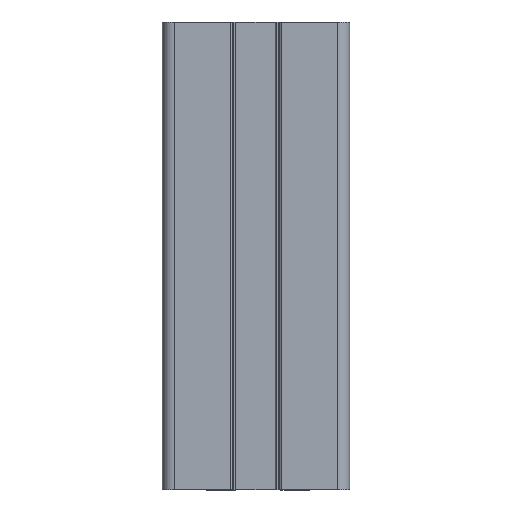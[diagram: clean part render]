
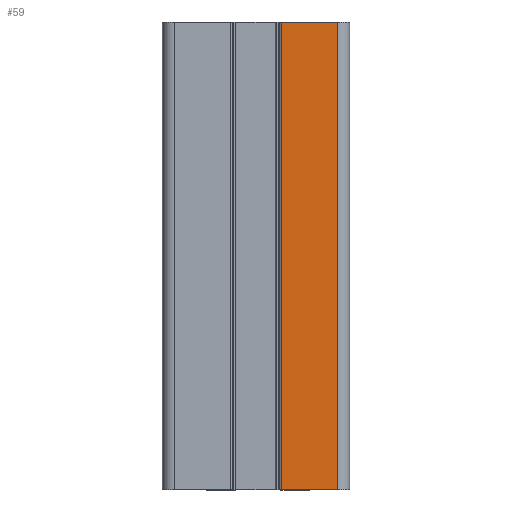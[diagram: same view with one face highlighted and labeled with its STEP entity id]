
A CAD part, front view. The second image highlights one B-rep face of the part: STEP entity #59.
In plain terms, the highlighted planar face has unit normal (0, -1, 0).
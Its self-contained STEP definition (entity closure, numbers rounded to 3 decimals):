
#14 = CARTESIAN_POINT ( 'NONE',  ( 6650.864, 1861.334, 100. ) ) ;
#59 = ADVANCED_FACE ( 'NONE', ( #6008 ), #3916, .F. ) ;
#442 = EDGE_CURVE ( 'NONE', #7247, #4025, #9099, .T. ) ;
#1087 = DIRECTION ( 'NONE',  ( 0., 0., -1. ) ) ;
#1334 = DIRECTION ( 'NONE',  ( 1., 0., 0. ) ) ;
#1712 = CARTESIAN_POINT ( 'NONE',  ( 6662.964, 1861.334, 0. ) ) ;
#1776 = EDGE_CURVE ( 'NONE', #7247, #3932, #5317, .T. ) ;
#3239 = CARTESIAN_POINT ( 'NONE',  ( 6650.864, 1861.334, 100. ) ) ;
#3297 = ORIENTED_EDGE ( 'NONE', *, *, #4124, .F. ) ;
#3916 = PLANE ( 'NONE',  #6745 ) ;
#3932 = VERTEX_POINT ( 'NONE', #14 ) ;
#3959 = DIRECTION ( 'NONE',  ( 0., 1., 0. ) ) ;
#3998 = DIRECTION ( 'NONE',  ( 0., 0., 1. ) ) ;
#4025 = VERTEX_POINT ( 'NONE', #1712 ) ;
#4124 = EDGE_CURVE ( 'NONE', #6120, #4025, #5151, .T. ) ;
#4399 = DIRECTION ( 'NONE',  ( 0., 0., 1. ) ) ;
#4896 = VECTOR ( 'NONE', #1087, 1000. ) ;
#5113 = LINE ( 'NONE', #7585, #9291 ) ;
#5151 = LINE ( 'NONE', #8222, #4896 ) ;
#5317 = LINE ( 'NONE', #7524, #9260 ) ;
#5396 = ORIENTED_EDGE ( 'NONE', *, *, #442, .T. ) ;
#6008 = FACE_OUTER_BOUND ( 'NONE', #8768, .T. ) ;
#6120 = VERTEX_POINT ( 'NONE', #8639 ) ;
#6121 = CARTESIAN_POINT ( 'NONE',  ( 6650.864, 1861.334, 0. ) ) ;
#6745 = AXIS2_PLACEMENT_3D ( 'NONE', #3239, #3959, #3998 ) ;
#6997 = VECTOR ( 'NONE', #8529, 1000. ) ;
#7247 = VERTEX_POINT ( 'NONE', #6121 ) ;
#7524 = CARTESIAN_POINT ( 'NONE',  ( 6650.864, 1861.334, 100. ) ) ;
#7585 = CARTESIAN_POINT ( 'NONE',  ( 6633.879, 1861.334, 100. ) ) ;
#8222 = CARTESIAN_POINT ( 'NONE',  ( 6662.964, 1861.334, 100. ) ) ;
#8436 = CARTESIAN_POINT ( 'NONE',  ( 6650.864, 1861.334, 0. ) ) ;
#8529 = DIRECTION ( 'NONE',  ( 1., 0., 0. ) ) ;
#8639 = CARTESIAN_POINT ( 'NONE',  ( 6662.964, 1861.334, 100. ) ) ;
#8768 = EDGE_LOOP ( 'NONE', ( #3297, #9101, #9588, #5396 ) ) ;
#9099 = LINE ( 'NONE', #8436, #6997 ) ;
#9101 = ORIENTED_EDGE ( 'NONE', *, *, #10045, .F. ) ;
#9260 = VECTOR ( 'NONE', #4399, 1000. ) ;
#9291 = VECTOR ( 'NONE', #1334, 1000. ) ;
#9588 = ORIENTED_EDGE ( 'NONE', *, *, #1776, .F. ) ;
#10045 = EDGE_CURVE ( 'NONE', #3932, #6120, #5113, .T. ) ;
